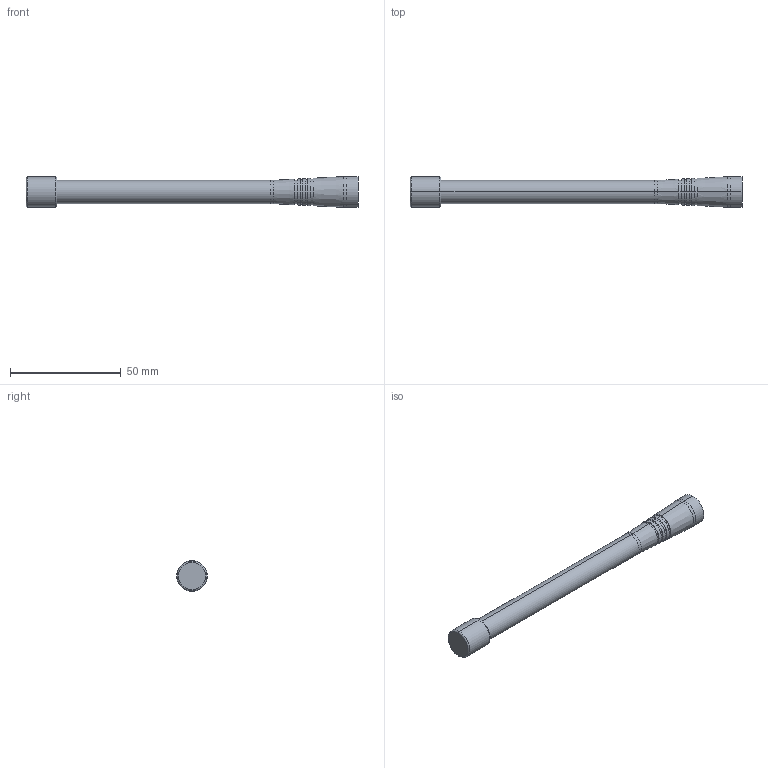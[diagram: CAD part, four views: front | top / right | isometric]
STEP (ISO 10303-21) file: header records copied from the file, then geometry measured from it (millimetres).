
FILE_DESCRIPTION (( 'STEP AP214' ), '1' );
FILE_NAME ('LCANRBD1061_3D.step', '2024-07-22T22:06:32', ( '' ), ( '' ), 'SwSTEP 2.0', 'SolidWorks 2022', '' );
FILE_SCHEMA (( 'AUTOMOTIVE_DESIGN' ));
Length unit declared in the file: inch
Products named in the file (1): LCANRBD1061_3D
Bounding box: 150 x 14 x 14 mm (x, y, z)
Volume: 14849.9 mm3; surface area: 6105.7 mm2
Topology: 1 solids, 2 shells, 119 faces, 238 edges, 138 vertices
Faces by surface type: cylinder 46, cone 44, plane 21, torus 8
Entity records: 4528 total; most frequent: DIRECTION 618, CARTESIAN_POINT 492, ORIENTED_EDGE 468, AXIS2_PLACEMENT_3D 264, EDGE_CURVE 234, CIRCLE 144, EDGE_LOOP 138, VERTEX_POINT 138
